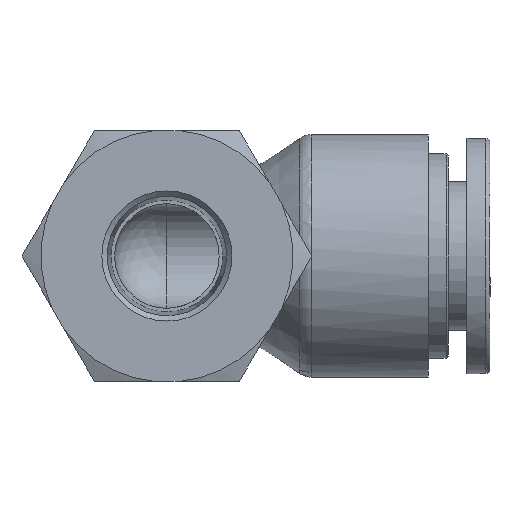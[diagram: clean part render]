
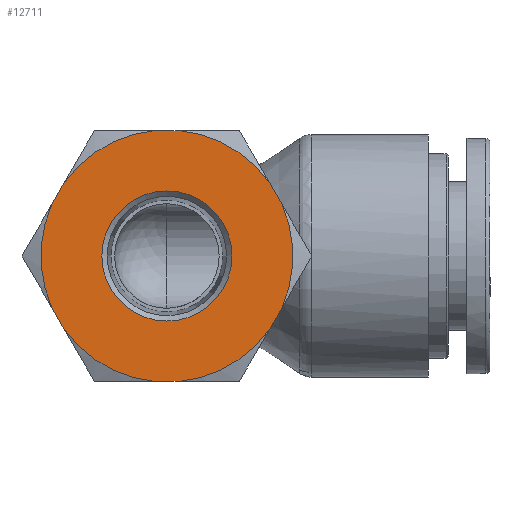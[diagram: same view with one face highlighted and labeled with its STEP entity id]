
A CAD part, front view. The second image highlights one B-rep face of the part: STEP entity #12711.
In plain terms, the highlighted face is planar.
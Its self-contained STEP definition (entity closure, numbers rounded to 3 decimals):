
#12567=CARTESIAN_POINT('',(-30.45,6.222,0.));
#12568=VERTEX_POINT('',#12567);
#12569=CARTESIAN_POINT('',(-30.45,0.,0.0));
#12570=DIRECTION('',(-1.0,0.0,0.0));
#12571=DIRECTION('',(0.0,-1.0,0.0));
#12572=AXIS2_PLACEMENT_3D('',#12569,#12570,#12571);
#12573=CIRCLE('',#12572,6.222);
#12574=EDGE_CURVE('',#12568,#12568,#12573,.T.);
#12599=CARTESIAN_POINT('',(-30.45,6.,0.0));
#12600=DIRECTION('',(-1.0,0.0,0.0));
#12601=DIRECTION('',(0.0,0.0,1.0));
#12602=AXIS2_PLACEMENT_3D('',#12599,#12600,#12601);
#12603=PLANE('',#12602);
#12604=CARTESIAN_POINT('',(-30.45,10.975,4.991));
#12605=VERTEX_POINT('',#12604);
#12606=CARTESIAN_POINT('',(-30.45,10.975,-4.991));
#12607=VERTEX_POINT('',#12606);
#12608=CARTESIAN_POINT('',(-30.45,0.,0.0));
#12609=DIRECTION('',(-1.0,0.0,0.0));
#12610=DIRECTION('',(0.0,1.0,0.0));
#12611=AXIS2_PLACEMENT_3D('',#12608,#12609,#12610);
#12612=CIRCLE('',#12611,12.056);
#12613=EDGE_CURVE('',#12605,#12607,#12612,.T.);
#12614=ORIENTED_EDGE('',*,*,#12613,.T.);
#12615=CARTESIAN_POINT('',(-30.45,9.81,-7.009));
#12616=VERTEX_POINT('',#12615);
#12617=CARTESIAN_POINT('',(-30.45,9.81,-7.009));
#12618=DIRECTION('',(0.0,0.5,0.866));
#12619=VECTOR('',#12618,2.33);
#12620=LINE('',#12617,#12619);
#12621=EDGE_CURVE('',#12616,#12607,#12620,.T.);
#12622=ORIENTED_EDGE('',*,*,#12621,.F.);
#12623=CARTESIAN_POINT('',(-30.45,1.165,-12.));
#12624=VERTEX_POINT('',#12623);
#12625=CARTESIAN_POINT('',(-30.45,0.,0.0));
#12626=DIRECTION('',(-1.0,0.0,0.0));
#12627=DIRECTION('',(0.0,1.0,0.0));
#12628=AXIS2_PLACEMENT_3D('',#12625,#12626,#12627);
#12629=CIRCLE('',#12628,12.056);
#12630=EDGE_CURVE('',#12616,#12624,#12629,.T.);
#12631=ORIENTED_EDGE('',*,*,#12630,.T.);
#12632=CARTESIAN_POINT('',(-30.45,-1.165,-12.));
#12633=VERTEX_POINT('',#12632);
#12634=CARTESIAN_POINT('',(-30.45,-1.165,-12.));
#12635=DIRECTION('',(0.0,1.0,0.0));
#12636=VECTOR('',#12635,2.33);
#12637=LINE('',#12634,#12636);
#12638=EDGE_CURVE('',#12633,#12624,#12637,.T.);
#12639=ORIENTED_EDGE('',*,*,#12638,.F.);
#12640=CARTESIAN_POINT('',(-30.45,-9.81,-7.009));
#12641=VERTEX_POINT('',#12640);
#12642=CARTESIAN_POINT('',(-30.45,0.,0.0));
#12643=DIRECTION('',(-1.0,0.0,0.0));
#12644=DIRECTION('',(0.0,1.0,0.0));
#12645=AXIS2_PLACEMENT_3D('',#12642,#12643,#12644);
#12646=CIRCLE('',#12645,12.056);
#12647=EDGE_CURVE('',#12633,#12641,#12646,.T.);
#12648=ORIENTED_EDGE('',*,*,#12647,.T.);
#12649=CARTESIAN_POINT('',(-30.45,-10.975,-4.991));
#12650=VERTEX_POINT('',#12649);
#12651=CARTESIAN_POINT('',(-30.45,-10.975,-4.991));
#12652=DIRECTION('',(0.0,0.5,-0.866));
#12653=VECTOR('',#12652,2.33);
#12654=LINE('',#12651,#12653);
#12655=EDGE_CURVE('',#12650,#12641,#12654,.T.);
#12656=ORIENTED_EDGE('',*,*,#12655,.F.);
#12657=CARTESIAN_POINT('',(-30.45,-10.975,4.991));
#12658=VERTEX_POINT('',#12657);
#12659=CARTESIAN_POINT('',(-30.45,0.,0.0));
#12660=DIRECTION('',(-1.0,0.0,0.0));
#12661=DIRECTION('',(0.0,1.0,0.0));
#12662=AXIS2_PLACEMENT_3D('',#12659,#12660,#12661);
#12663=CIRCLE('',#12662,12.056);
#12664=EDGE_CURVE('',#12650,#12658,#12663,.T.);
#12665=ORIENTED_EDGE('',*,*,#12664,.T.);
#12666=CARTESIAN_POINT('',(-30.45,-9.81,7.009));
#12667=VERTEX_POINT('',#12666);
#12668=CARTESIAN_POINT('',(-30.45,-9.81,7.009));
#12669=DIRECTION('',(0.0,-0.5,-0.866));
#12670=VECTOR('',#12669,2.33);
#12671=LINE('',#12668,#12670);
#12672=EDGE_CURVE('',#12667,#12658,#12671,.T.);
#12673=ORIENTED_EDGE('',*,*,#12672,.F.);
#12674=CARTESIAN_POINT('',(-30.45,-1.165,12.));
#12675=VERTEX_POINT('',#12674);
#12676=CARTESIAN_POINT('',(-30.45,0.,0.0));
#12677=DIRECTION('',(-1.0,0.0,0.0));
#12678=DIRECTION('',(0.0,1.0,0.0));
#12679=AXIS2_PLACEMENT_3D('',#12676,#12677,#12678);
#12680=CIRCLE('',#12679,12.056);
#12681=EDGE_CURVE('',#12667,#12675,#12680,.T.);
#12682=ORIENTED_EDGE('',*,*,#12681,.T.);
#12683=CARTESIAN_POINT('',(-30.45,1.165,12.));
#12684=VERTEX_POINT('',#12683);
#12685=CARTESIAN_POINT('',(-30.45,1.165,12.));
#12686=DIRECTION('',(0.0,-1.0,0.0));
#12687=VECTOR('',#12686,2.33);
#12688=LINE('',#12685,#12687);
#12689=EDGE_CURVE('',#12684,#12675,#12688,.T.);
#12690=ORIENTED_EDGE('',*,*,#12689,.F.);
#12691=CARTESIAN_POINT('',(-30.45,9.81,7.009));
#12692=VERTEX_POINT('',#12691);
#12693=CARTESIAN_POINT('',(-30.45,0.,0.0));
#12694=DIRECTION('',(-1.0,0.0,0.0));
#12695=DIRECTION('',(0.0,1.0,0.0));
#12696=AXIS2_PLACEMENT_3D('',#12693,#12694,#12695);
#12697=CIRCLE('',#12696,12.056);
#12698=EDGE_CURVE('',#12684,#12692,#12697,.T.);
#12699=ORIENTED_EDGE('',*,*,#12698,.T.);
#12700=CARTESIAN_POINT('',(-30.45,10.975,4.991));
#12701=DIRECTION('',(0.0,-0.5,0.866));
#12702=VECTOR('',#12701,2.33);
#12703=LINE('',#12700,#12702);
#12704=EDGE_CURVE('',#12605,#12692,#12703,.T.);
#12705=ORIENTED_EDGE('',*,*,#12704,.F.);
#12706=EDGE_LOOP('',(#12614,#12622,#12631,#12639,#12648,#12656,#12665,#12673,#12682,#12690,#12699,#12705));
#12707=FACE_OUTER_BOUND('',#12706,.T.);
#12708=ORIENTED_EDGE('',*,*,#12574,.F.);
#12709=EDGE_LOOP('',(#12708));
#12710=FACE_BOUND('',#12709,.T.);
#12711=ADVANCED_FACE('',(#12707,#12710),#12603,.T.);
